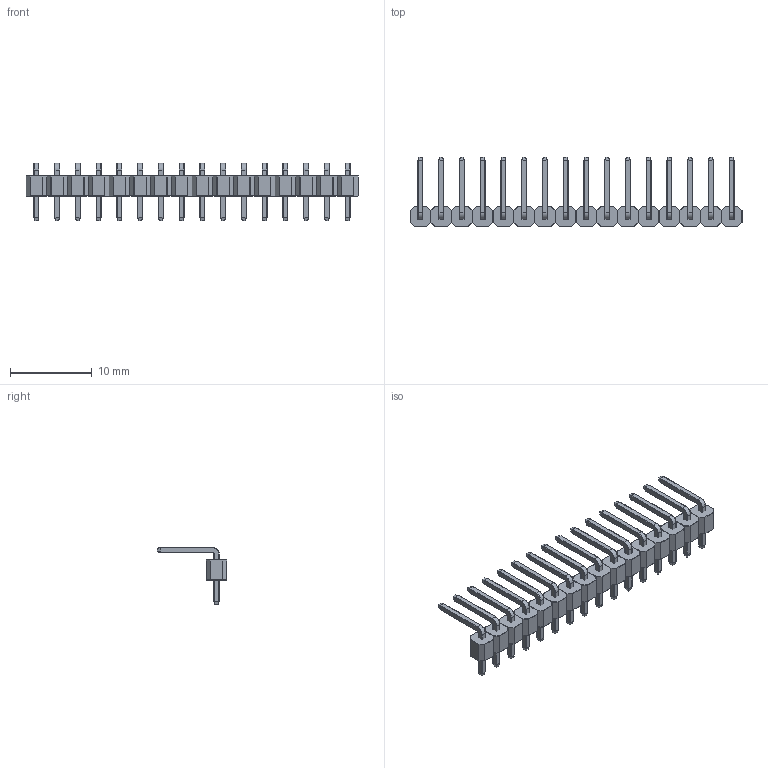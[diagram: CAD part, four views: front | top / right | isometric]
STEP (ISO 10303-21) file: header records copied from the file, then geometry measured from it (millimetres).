
FILE_DESCRIPTION(('FreeCAD Model'),'2;1');
FILE_NAME('Open CASCADE Shape Model','2025-07-21T22:38:12',(''),(''), 'Open CASCADE STEP processor 7.8','FreeCAD','Unknown');
FILE_SCHEMA(('AUTOMOTIVE_DESIGN { 1 0 10303 214 1 1 1 1 }'));
Length unit declared in the file: millimetre
Products named in the file (4): Array; Section; Conductor; Plastic
Assembly tree (18 placements, depth 3):
  Array
    Section  x16
      Conductor
      Plastic
Bounding box: 40.64 x 8.54 x 7.02 mm (x, y, z)
Volume: 324.6 mm3; surface area: 1089.2 mm2
Topology: 32 solids, 32 shells, 1536 faces, 3520 edges, 1792 vertices
Faces by surface type: cylinder 672, plane 416, sphere 256, bspline 128, torus 64
Entity records: 3485 total; most frequent: CARTESIAN_POINT 1311, DIRECTION 458, ORIENTED_EDGE 408, EDGE_CURVE 204, AXIS2_PLACEMENT_3D 179, VERTEX_POINT 112, LINE 100, VECTOR 100
